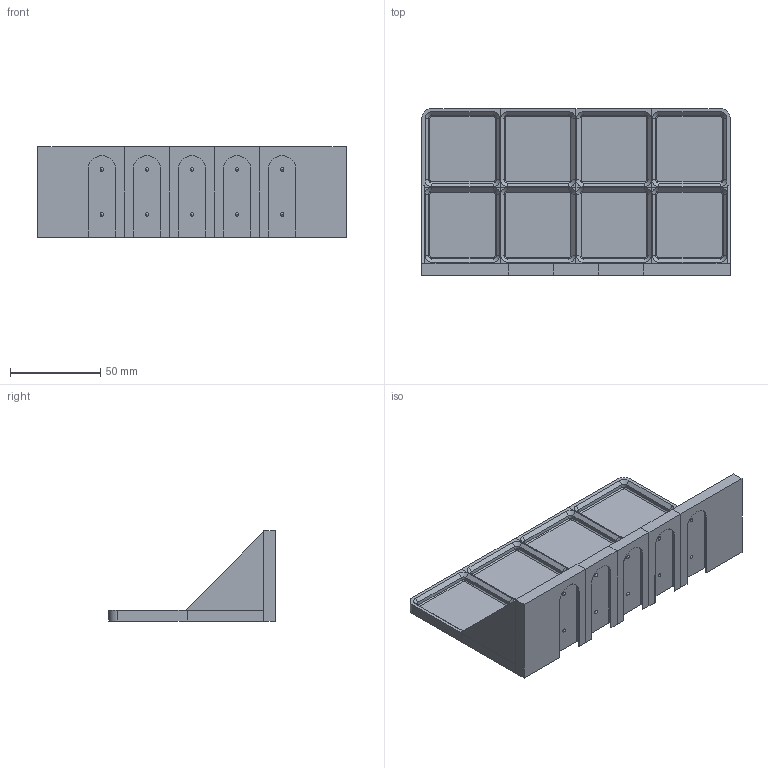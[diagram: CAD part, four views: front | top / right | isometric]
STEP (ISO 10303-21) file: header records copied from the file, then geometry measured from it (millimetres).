
FILE_DESCRIPTION(('HOOPS Exchange Step'),'2;1');
FILE_NAME('temp_export','2024-01-10T23:02:28+01:00',('ddanier'),('Shapr3D Limited'),'HOOPS Exchange 2023.2','Shapr3D','Authorized');
FILE_SCHEMA( ('AUTOMOTIVE_DESIGN { 1 0 10303 214 1 1 1 1 }') );
Length unit declared in the file: millimetre
Products named in the file (1): Gridfinity 4x2 shelve
Bounding box: 171 x 92.5 x 50 mm (x, y, z)
Volume: 76856.9 mm3; surface area: 71685.5 mm2
Topology: 15 solids, 15 shells, 350 faces, 788 edges, 476 vertices
Faces by surface type: plane 227, cone 79, cylinder 44
Entity records: 9470 total; most frequent: DIRECTION 1642, CARTESIAN_POINT 1605, ORIENTED_EDGE 1556, EDGE_CURVE 778, VECTOR 616, LINE 616, AXIS2_PLACEMENT_3D 513, VERTEX_POINT 476
